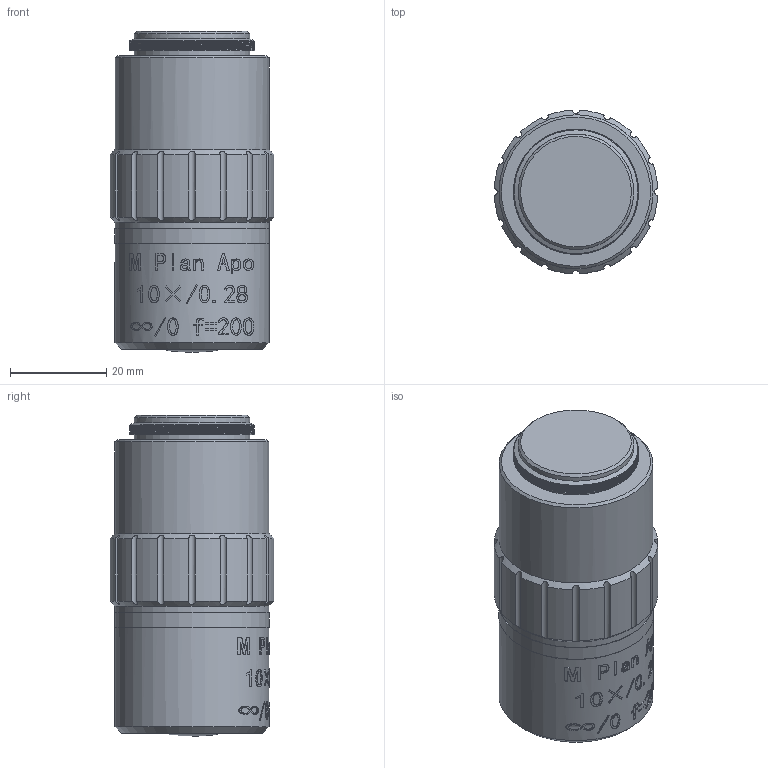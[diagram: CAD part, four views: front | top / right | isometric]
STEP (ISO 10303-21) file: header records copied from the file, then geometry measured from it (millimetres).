
FILE_DESCRIPTION (( 'STEP AP203' ), '1' );
FILE_NAME ('690033.STEP', '2024-07-12T01:08:26', ( 'Windows User' ), ( 'P R C' ), 'SwSTEP 2.0', 'SolidWorks 2020', '' );
FILE_SCHEMA (( 'CONFIG_CONTROL_DESIGN' ));
Length unit declared in the file: millimetre
Products named in the file (1): 690033
Bounding box: 33.97 x 33.97 x 66.7 mm (x, y, z)
Volume: 49035.9 mm3; surface area: 14093.3 mm2
Topology: 4 solids, 4 shells, 307 faces, 780 edges, 520 vertices
Faces by surface type: plane 132, bspline 89, cylinder 79, cone 6, sphere 1
Full cylindrical faces by diameter (mm): 24 x3, 32 x3, 32.16 x1
Entity records: 18516 total; most frequent: CARTESIAN_POINT 11859, ORIENTED_EDGE 1484, DIRECTION 1053, EDGE_CURVE 742, VERTEX_POINT 508, EDGE_LOOP 376, AXIS2_PLACEMENT_3D 371, FACE_OUTER_BOUND 326
